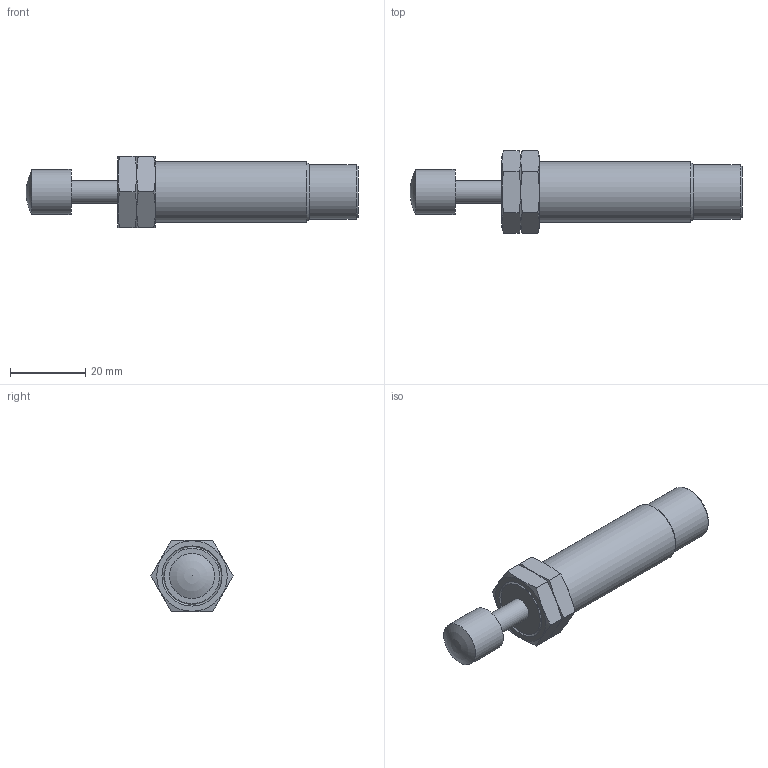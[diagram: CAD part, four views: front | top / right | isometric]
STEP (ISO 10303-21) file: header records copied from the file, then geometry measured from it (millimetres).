
FILE_DESCRIPTION(/* description */ ('STEP AP214'),/* implementation_level */ '2;1');
FILE_NAME(/* name */ '34572_YSR-12-12-C',/* time_stamp */ '2024-09-10T10:33:24+02:00',/* author */ ('License CC BY-ND 4.0'),/* organization */ ('CADENAS'),/* preprocessor_version */ 'ST-DEVELOPER v19.3',/* originating_system */ 'PARTsolutions',/* authorisation */ ' ');
FILE_SCHEMA (('AUTOMOTIVE_DESIGN {1 0 10303 214 3 1 1}'));
Length unit declared in the file: millimetre
Products named in the file (3): 34572 YSR-12-12-C---(0_OUT); 34572 YSR-12-12-C---(0_OUT)-P; 348988 SPZ-25-P-A M16X1-5-19
Assembly tree (3 placements, depth 2):
  34572 YSR-12-12-C---(0_OUT)
    34572 YSR-12-12-C---(0_OUT)-P
    348988 SPZ-25-P-A M16X1-5-19  x2
Bounding box: 88.5 x 21.94 x 19 mm (x, y, z)
Volume: 15335.8 mm3; surface area: 5897.3 mm2
Topology: 3 solids, 3 shells, 38 faces, 83 edges, 53 vertices
Faces by surface type: plane 20, cone 11, cylinder 6, sphere 1
Full cylindrical faces by diameter (mm): 6 x1, 12 x1, 14.5 x1, 14.917 x2, 16 x1
Entity records: 673 total; most frequent: CARTESIAN_POINT 141, DIRECTION 98, ORIENTED_EDGE 70, AXIS2_PLACEMENT_3D 46, EDGE_LOOP 42, FACE_BOUND 42, EDGE_CURVE 35, VERTEX_POINT 29
